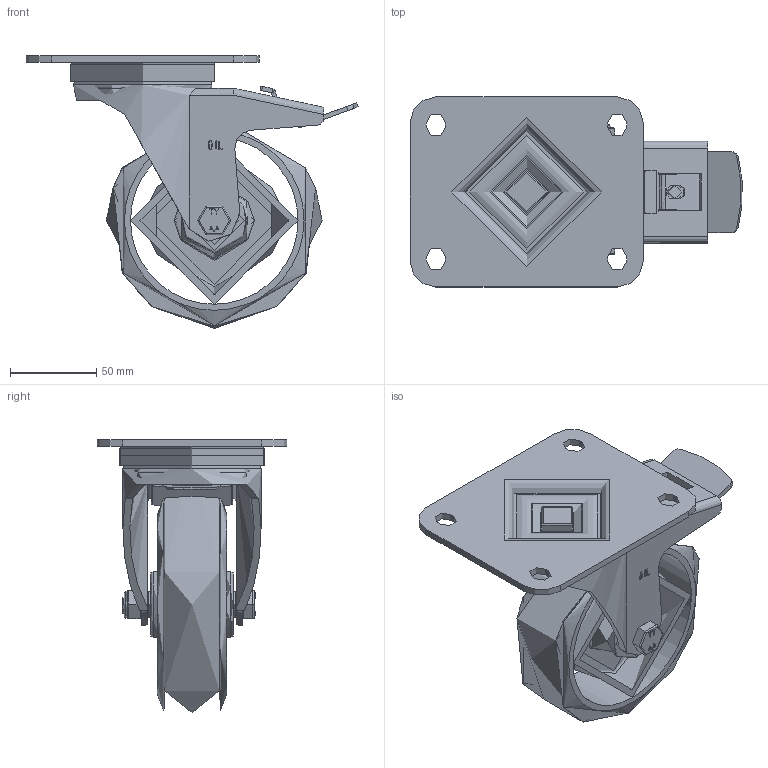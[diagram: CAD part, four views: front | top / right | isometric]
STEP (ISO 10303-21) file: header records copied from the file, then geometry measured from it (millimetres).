
FILE_DESCRIPTION(/* description */ (''),/* implementation_level */ '2;1');
FILE_NAME(/* name */ 'BZPH125RNBSWB.step',/* time_stamp */ '2024-06-06T15:41:04+01:00',/* author */ (''),/* organization */ (''),/* preprocessor_version */ 'ST-DEVELOPER v20',/* originating_system */ 'Autodesk Translation Framework v13.14.0.145',/* authorisation */ '');
FILE_SCHEMA (('AUTOMOTIVE_DESIGN { 1 0 10303 214 3 1 1 }'));
Length unit declared in the file: millimetre
Products named in the file (26): BZPH125RNBSWB; BZPH125ASSWB v1; ZINC PLATED, PRESSED STEEL TOP PLATE; ZINC PLATED, PRESSED STEEL FORKS; BEARING SEAL; ZINC PLATED, PRESSED STEEL BRAKE PEDAL; BRAKE PAD; BRAKE PAD Geometry; BRAKE BOLT; BZH125WRNRB15 v1; 75 SHORE A ELASTIC RUBBER TYRE; NYLON RIM; NYLON RIM Geometry; CAP; ROLLER BEARING; CAGE; RIBS; Component4; TUBEM15X50 v1; ZINC PLATED AXLE TUBE; HEXBOLTM10X70Z8.8 v2; GRADE 8.8 THREADED ZINC PLATED BOLT; NYLOCM10Z v1; NYLOC NUT; RUBBER; NUT
Assembly tree (32 placements, depth 5):
  BZPH125RNBSWB
    BZPH125ASSWB v1
      ZINC PLATED, PRESSED STEEL TOP PLATE
      ZINC PLATED, PRESSED STEEL FORKS
      BEARING SEAL
      ZINC PLATED, PRESSED STEEL BRAKE PEDAL
      BRAKE PAD
        BRAKE PAD Geometry
        BRAKE BOLT
    BZH125WRNRB15 v1
      75 SHORE A ELASTIC RUBBER TYRE
      NYLON RIM
        NYLON RIM Geometry
        CAP
      ROLLER BEARING
        CAGE
        RIBS
          Component4  x8
    TUBEM15X50 v1
      ZINC PLATED AXLE TUBE
    HEXBOLTM10X70Z8.8 v2
      GRADE 8.8 THREADED ZINC PLATED BOLT
    NYLOCM10Z v1
      NYLOC NUT
        RUBBER
        NUT
Bounding box: 192.22 x 110 x 158 mm (x, y, z)
Volume: 545329.5 mm3; surface area: 194600.6 mm2
Topology: 23 solids, 23 shells, 764 faces, 1974 edges, 1274 vertices
Faces by surface type: plane 431, cylinder 208, bspline 77, torus 24, cone 12, sphere 12
Full cylindrical faces by diameter (mm): 4 x8, 8 x2, 8.141 x18, 9.85 x19, 10 x3, 10.2 x2, 10.5 x1, 12 x2, 15 x3, 16 x2, 17 x1, 21 x1, 22.75 x1, 23 x1, 25 x1, 26 x1, 27.9 x1, 28 x2, 32 x2, 38 x2, 51 x1, 60 x1, 72 x1, 80 x1, 82.5 x2, 83.5 x1, 97 x2
Entity records: 32236 total; most frequent: CARTESIAN_POINT 13315, ORIENTED_EDGE 3906, DIRECTION 3697, EDGE_CURVE 1953, AXIS2_PLACEMENT_3D 1308, VERTEX_POINT 1260, LINE 1081, VECTOR 1081
